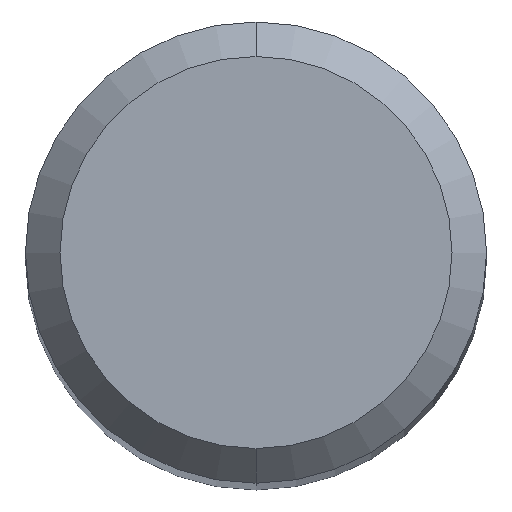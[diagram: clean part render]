
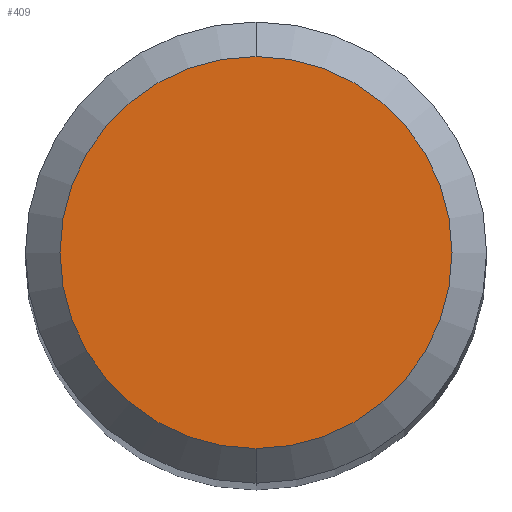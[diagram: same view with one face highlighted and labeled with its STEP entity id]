
A CAD part, top view. The second image highlights one B-rep face of the part: STEP entity #409.
In plain terms, the highlighted planar face has unit normal (0, 0, 1).
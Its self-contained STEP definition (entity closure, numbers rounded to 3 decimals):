
#199=VERTEX_POINT('',#509);
#233=EDGE_CURVE('',#425,#199,#547,.T.);
#237=EDGE_CURVE('',#199,#425,#552,.T.);
#409=ADVANCED_FACE('',(#741),#742,.T.);
#425=VERTEX_POINT('',#759);
#509=CARTESIAN_POINT('',(0.,-1.7,0.0));
#547=CIRCLE('',#951,1.7);
#552=CIRCLE('',#957,1.7);
#741=FACE_OUTER_BOUND('',#1317,.T.);
#742=PLANE('',#1318);
#759=CARTESIAN_POINT('',(0.0,1.7,0.0));
#951=AXIS2_PLACEMENT_3D('',#1520,#1521,#1522);
#957=AXIS2_PLACEMENT_3D('',#1531,#1532,#1533);
#1317=EDGE_LOOP('',(#1750,#1751));
#1318=AXIS2_PLACEMENT_3D('',#1752,#1753,#1754);
#1520=CARTESIAN_POINT('',(0.0,0.0,0.0));
#1521=DIRECTION('',(0.0,0.0,-1.0));
#1522=DIRECTION('',(0.0,1.0,0.0));
#1531=CARTESIAN_POINT('',(0.0,0.0,0.0));
#1532=DIRECTION('',(0.0,0.0,-1.0));
#1533=DIRECTION('',(0.0,1.0,0.0));
#1750=ORIENTED_EDGE('',*,*,#233,.F.);
#1751=ORIENTED_EDGE('',*,*,#237,.F.);
#1752=CARTESIAN_POINT('',(0.0,0.85,0.0));
#1753=DIRECTION('',(-0.0,0.0,1.0));
#1754=DIRECTION('',(0.0,-1.0,0.0));
